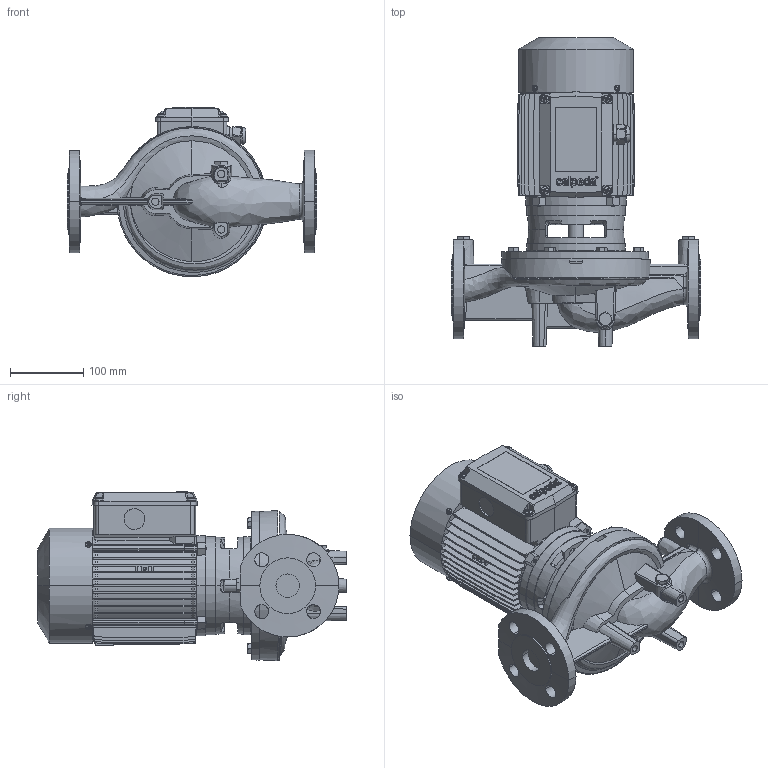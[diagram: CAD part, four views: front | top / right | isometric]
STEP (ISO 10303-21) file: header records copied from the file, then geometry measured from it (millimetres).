
FILE_DESCRIPTION (( 'STEP AP214' ), '1' );
FILE_NAME ('4.93.504.37swa01.step', '2021-01-15T13:36:15', ( '' ), ( '' ), 'SwSTEP 2.0', 'SolidWorks 2019', '' );
FILE_SCHEMA (( 'AUTOMOTIVE_DESIGN' ));
Length unit declared in the file: millimetre
Products named in the file (3): 4.93.504.37swa01; 1_66_256_semplificato_03; Copia di 114044^4.93.504.37swa01
Assembly tree (2 placements, depth 2):
  4.93.504.37swa01
    Copia di 114044^4.93.504.37swa01
    1_66_256_semplificato_03
Bounding box: 340 x 420.99 x 230.99 mm (x, y, z)
Volume: 7662990.4 mm3; surface area: 726039.8 mm2
Topology: 15 solids, 15 shells, 2671 faces, 7469 edges, 4938 vertices
Faces by surface type: bspline 1149, plane 951, cylinder 313, cone 235, sphere 16, torus 7
Entity records: 135476 total; most frequent: CARTESIAN_POINT 73288, ORIENTED_EDGE 14938, DIRECTION 9332, EDGE_CURVE 7469, VERTEX_POINT 4938, VECTOR 4572, LINE 4572, EDGE_LOOP 2821
